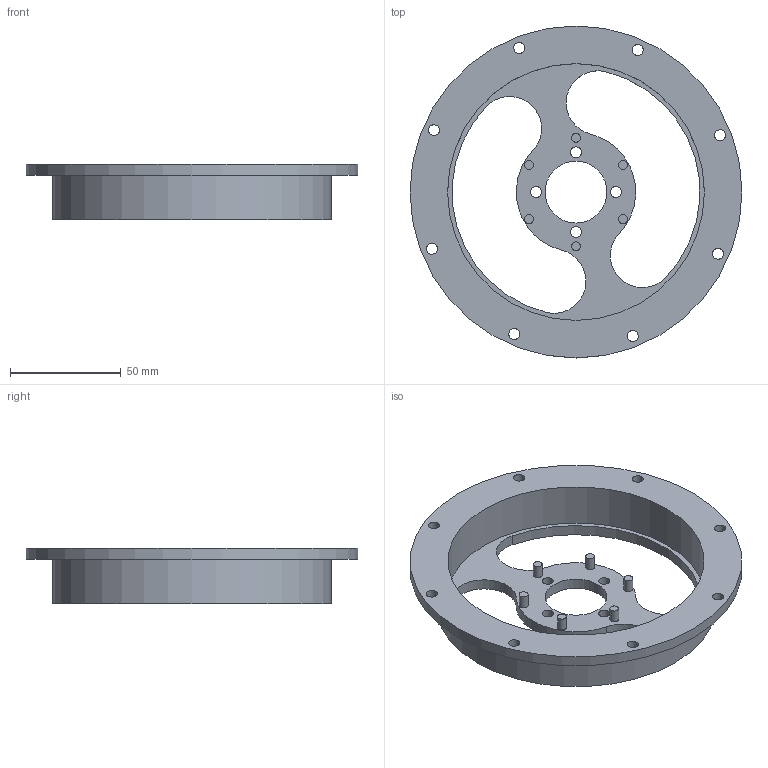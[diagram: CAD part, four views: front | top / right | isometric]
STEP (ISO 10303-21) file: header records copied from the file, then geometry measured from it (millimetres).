
FILE_DESCRIPTION(/* description */ (''),/* implementation_level */ '2;1');
FILE_NAME(/* name */ 'motor_casing_orig.stp',/* time_stamp */ '2022-03-31T14:50:54+02:00',/* author */ ('divij'),/* organization */ (''),/* preprocessor_version */ 'ST-DEVELOPER v18.1',/* originating_system */ 'Autodesk Inventor 2022',/* authorisation */ '');
FILE_SCHEMA (('AUTOMOTIVE_DESIGN { 1 0 10303 214 3 1 1 }'));
Length unit declared in the file: millimetre
Products named in the file (1): motor_casing_orig
Bounding box: 150 x 150 x 25 mm (x, y, z)
Volume: 90804.7 mm3; surface area: 42977.8 mm2
Topology: 1 solids, 1 shells, 40 faces, 90 edges, 60 vertices
Faces by surface type: cylinder 30, plane 10
Full cylindrical faces by diameter (mm): 4 x6, 5 x12, 28 x1, 116 x1, 126 x1, 150 x1
Entity records: 1255 total; most frequent: DIRECTION 232, CARTESIAN_POINT 191, ORIENTED_EDGE 180, AXIS2_PLACEMENT_3D 101, EDGE_CURVE 90, EDGE_LOOP 78, CIRCLE 60, VERTEX_POINT 60
